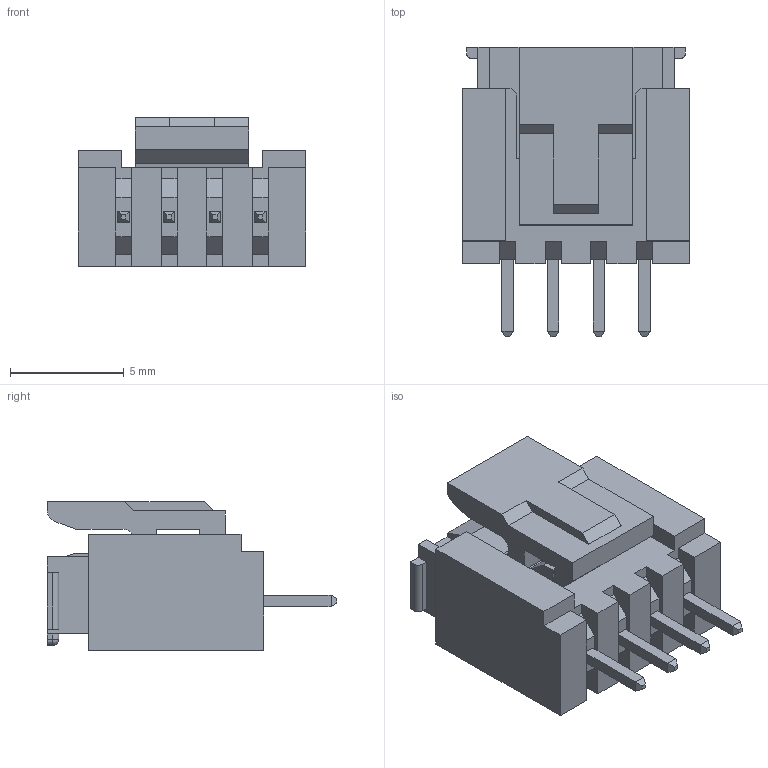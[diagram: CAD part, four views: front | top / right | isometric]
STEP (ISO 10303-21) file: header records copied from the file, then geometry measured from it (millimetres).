
FILE_DESCRIPTION((''),'2;1');
FILE_NAME('SMH-SMW-04_ASSEMBLY_ASM','2019-10-19T',('Dragos'),(''),'PRO/ENGINEER BY PARAMETRIC TECHNOLOGY CORPORATION, 2004440','PRO/ENGINEER BY PARAMETRIC TECHNOLOGY CORPORATION, 2004440','');
FILE_SCHEMA(('AUTOMOTIVE_DESIGN { 1 0 10303 214 1 1 1 1 }'));
Products named in the file (3): SMH200-04_P2_L9-6_W2-9_H7-8; SMW200-04_P2_L9-98_W5-1_H7-7; SMH-SMW-04_ASSEMBLY_ASM
Assembly tree (2 placements, depth 2):
  SMH-SMW-04_ASSEMBLY_ASM
    SMH200-04_P2_L9-6_W2-9_H7-8
    SMW200-04_P2_L9-98_W5-1_H7-7
Bounding box: 9.98 x 12.7 x 6.51 mm (x, y, z)
Volume: 353.1 mm3; surface area: 1081.8 mm2
Topology: 2 solids, 2 shells, 325 faces, 888 edges, 566 vertices
Faces by surface type: plane 312, cylinder 11, sphere 2
Entity records: 13775 total; most frequent: CARTESIAN_POINT 1791, ORIENTED_EDGE 1776, DIRECTION 1574, PRESENTATION_STYLE_ASSIGNMENT 965, STYLED_ITEM 893, CURVE_STYLE 891, EDGE_CURVE 888, VECTOR 866
